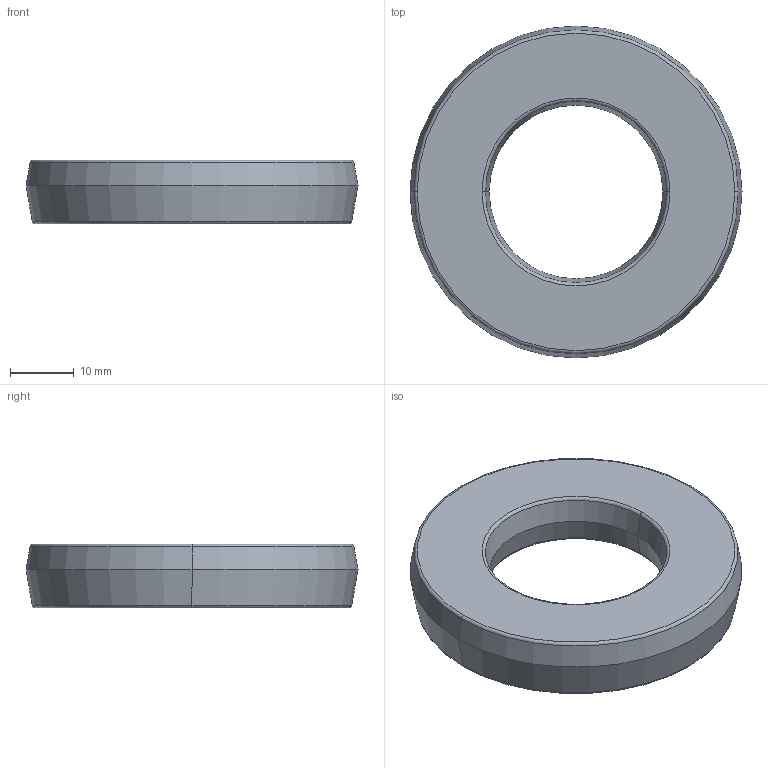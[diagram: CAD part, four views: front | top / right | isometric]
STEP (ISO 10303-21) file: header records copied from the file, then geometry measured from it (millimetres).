
FILE_DESCRIPTION (( 'STEP AP203' ), '1' );
FILE_NAME ('098abg045.step', '2015-11-23T12:29:14', ( '' ), ( '' ), 'SwSTEP 2.0', 'SolidWorks 2015', '' );
FILE_SCHEMA (( 'CONFIG_CONTROL_DESIGN' ));
Length unit declared in the file: millimetre
Products named in the file (1): 098abg045
Bounding box: 52 x 52 x 10 mm (x, y, z)
Volume: 10031.2 mm3; surface area: 6080.8 mm2
Topology: 1 solids, 1 shells, 36 faces, 72 edges, 40 vertices
Faces by surface type: torus 16, cone 14, plane 4, cylinder 2
Entity records: 1021 total; most frequent: DIRECTION 202, CARTESIAN_POINT 149, ORIENTED_EDGE 144, AXIS2_PLACEMENT_3D 93, EDGE_CURVE 72, CIRCLE 56, VERTEX_POINT 40, EDGE_LOOP 40
